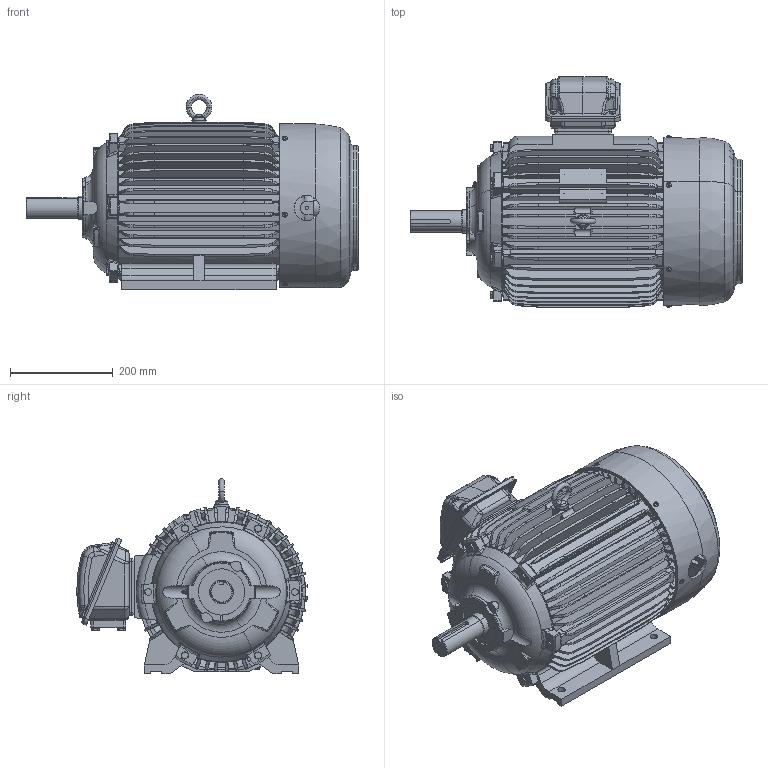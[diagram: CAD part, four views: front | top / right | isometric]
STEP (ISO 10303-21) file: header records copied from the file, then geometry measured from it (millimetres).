
FILE_DESCRIPTION(('CATIA V5 STEP Exchange'),'2;1');
FILE_NAME('256T-H_AllCATPart.stp','2012-08-29T10:17:41+00:00',('none'),('none'),'CATIA Version 5 Release 19 SP 9 (IN-10)','CATIA V5 STEP AP203','none');
FILE_SCHEMA(('CONFIG_CONTROL_DESIGN'));
Length unit declared in the file: millimetre
Products named in the file (1): 256T-H_AllCATPart
Bounding box: 646.1 x 448.38 x 379.8 mm (x, y, z)
Volume: 9628308.7 mm3; surface area: 2502923.9 mm2
Topology: 42 solids, 44 shells, 3240 faces, 8631 edges, 5531 vertices
Faces by surface type: plane 1086, cylinder 932, torus 518, cone 432, bspline 226, sphere 42, extrusion 4
Entity records: 118162 total; most frequent: CARTESIAN_POINT 48614, ORIENTED_EDGE 17194, DIRECTION 9492, EDGE_CURVE 8597, VERTEX_POINT 5531, AXIS2_PLACEMENT_3D 4857, EDGE_LOOP 3518, ADVANCED_FACE 3240
